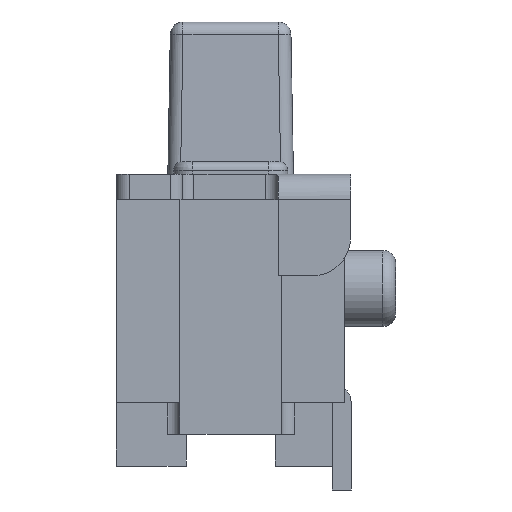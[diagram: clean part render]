
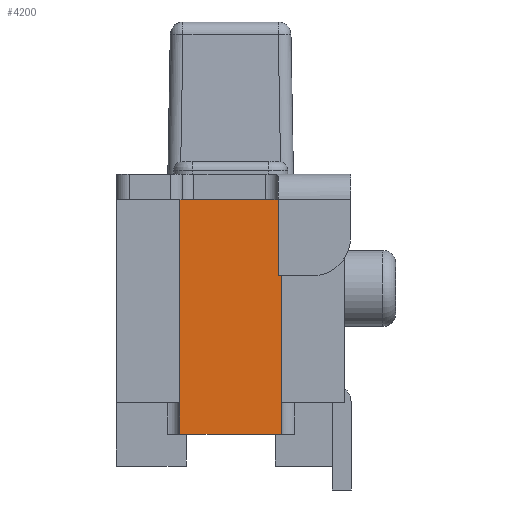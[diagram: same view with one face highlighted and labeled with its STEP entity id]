
A CAD part, left-side view. The second image highlights one B-rep face of the part: STEP entity #4200.
In plain terms, the highlighted planar face has unit normal (-1, 0, 0).
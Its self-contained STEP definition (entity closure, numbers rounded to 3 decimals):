
#36 = EDGE_CURVE ( 'NONE', #5488, #5089, #2937, .T. ) ;
#190 = FACE_OUTER_BOUND ( 'NONE', #4130, .T. ) ;
#318 = EDGE_CURVE ( 'NONE', #7058, #5488, #1078, .T. ) ;
#475 = CARTESIAN_POINT ( 'NONE',  ( -2.1, 0.4, 0.5 ) ) ;
#995 = CARTESIAN_POINT ( 'NONE',  ( -2.1, 0.475, 2.1 ) ) ;
#1078 = LINE ( 'NONE', #995, #2255 ) ;
#1132 = VECTOR ( 'NONE', #6080, 1000. ) ;
#1160 = DIRECTION ( 'NONE',  ( 0., 0., -1. ) ) ;
#1262 = ORIENTED_EDGE ( 'NONE', *, *, #2388, .F. ) ;
#1477 = DIRECTION ( 'NONE',  ( 1., 0., 0. ) ) ;
#1514 = CARTESIAN_POINT ( 'NONE',  ( -2.1, -0.945, 1.8 ) ) ;
#1541 = AXIS2_PLACEMENT_3D ( 'NONE', #1514, #1477, #3276 ) ;
#1599 = CARTESIAN_POINT ( 'NONE',  ( -2.1, 0.4, 0.25 ) ) ;
#1906 = CARTESIAN_POINT ( 'NONE',  ( -2.1, -0.4, 1.8 ) ) ;
#2008 = CARTESIAN_POINT ( 'NONE',  ( -2.1, 0., 0.25 ) ) ;
#2158 = DIRECTION ( 'NONE',  ( 0., 0., 1. ) ) ;
#2236 = EDGE_CURVE ( 'NONE', #7058, #6210, #6509, .T. ) ;
#2255 = VECTOR ( 'NONE', #3382, 1000. ) ;
#2388 = EDGE_CURVE ( 'NONE', #5089, #6435, #6772, .T. ) ;
#2424 = ORIENTED_EDGE ( 'NONE', *, *, #2962, .F. ) ;
#2581 = CARTESIAN_POINT ( 'NONE',  ( -2.1, -0.4, 0.25 ) ) ;
#2937 = LINE ( 'NONE', #1906, #1132 ) ;
#2962 = EDGE_CURVE ( 'NONE', #6435, #6210, #7541, .T. ) ;
#3133 = VECTOR ( 'NONE', #5050, 1000. ) ;
#3276 = DIRECTION ( 'NONE',  ( 0., 1., 0. ) ) ;
#3382 = DIRECTION ( 'NONE',  ( 0., -1., 0. ) ) ;
#3701 = CARTESIAN_POINT ( 'NONE',  ( -2.1, 0.4, 1.8 ) ) ;
#3848 = CARTESIAN_POINT ( 'NONE',  ( -2.1, 0.4, 2.1 ) ) ;
#4130 = EDGE_LOOP ( 'NONE', ( #4583, #6357, #2424, #1262, #6036 ) ) ;
#4200 = ADVANCED_FACE ( 'NONE', ( #190 ), #6229, .F. ) ;
#4328 = CARTESIAN_POINT ( 'NONE',  ( -2.1, -0.4, 2.1 ) ) ;
#4510 = VECTOR ( 'NONE', #2158, 1000. ) ;
#4583 = ORIENTED_EDGE ( 'NONE', *, *, #318, .F. ) ;
#5050 = DIRECTION ( 'NONE',  ( 0., 1., 0. ) ) ;
#5089 = VERTEX_POINT ( 'NONE', #2581 ) ;
#5394 = VECTOR ( 'NONE', #1160, 1000. ) ;
#5488 = VERTEX_POINT ( 'NONE', #4328 ) ;
#6036 = ORIENTED_EDGE ( 'NONE', *, *, #36, .F. ) ;
#6080 = DIRECTION ( 'NONE',  ( 0., 0., -1. ) ) ;
#6210 = VERTEX_POINT ( 'NONE', #475 ) ;
#6229 = PLANE ( 'NONE',  #1541 ) ;
#6357 = ORIENTED_EDGE ( 'NONE', *, *, #2236, .T. ) ;
#6435 = VERTEX_POINT ( 'NONE', #1599 ) ;
#6509 = LINE ( 'NONE', #3701, #5394 ) ;
#6772 = LINE ( 'NONE', #2008, #3133 ) ;
#6838 = CARTESIAN_POINT ( 'NONE',  ( -2.1, 0.4, 1.8 ) ) ;
#7058 = VERTEX_POINT ( 'NONE', #3848 ) ;
#7541 = LINE ( 'NONE', #6838, #4510 ) ;
